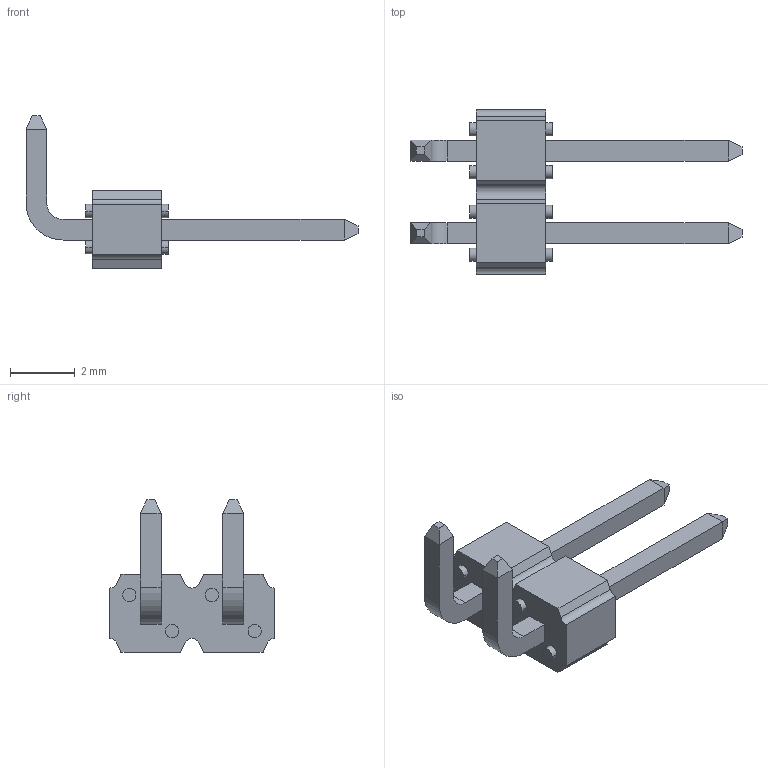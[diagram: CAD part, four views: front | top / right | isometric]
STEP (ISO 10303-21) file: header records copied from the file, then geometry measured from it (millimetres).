
FILE_DESCRIPTION((''),'2;1');
FILE_NAME('MSBR-1','2014-07-08T',('guohe'),('FCI'),'PRO/ENGINEER BY PARAMETRIC TECHNOLOGY CORPORATION, 2013150','PRO/ENGINEER BY PARAMETRIC TECHNOLOGY CORPORATION, 2013150','');
FILE_SCHEMA(('AUTOMOTIVE_DESIGN { 1 0 10303 214 1 1 1 1 }'));
Length unit declared in the file: millimetre
Products named in the file (1): MSBR-1
Bounding box: 10.22 x 5.08 x 4.7 mm (x, y, z)
Volume: 33.2 mm3; surface area: 110.8 mm2
Topology: 1 solids, 1 shells, 90 faces, 212 edges, 136 vertices
Faces by surface type: plane 64, cylinder 26
Entity records: 2787 total; most frequent: DIRECTION 444, CARTESIAN_POINT 440, ORIENTED_EDGE 424, EDGE_CURVE 212, COLOUR_RGB 177, VECTOR 160, LINE 160, AXIS2_PLACEMENT_3D 142
